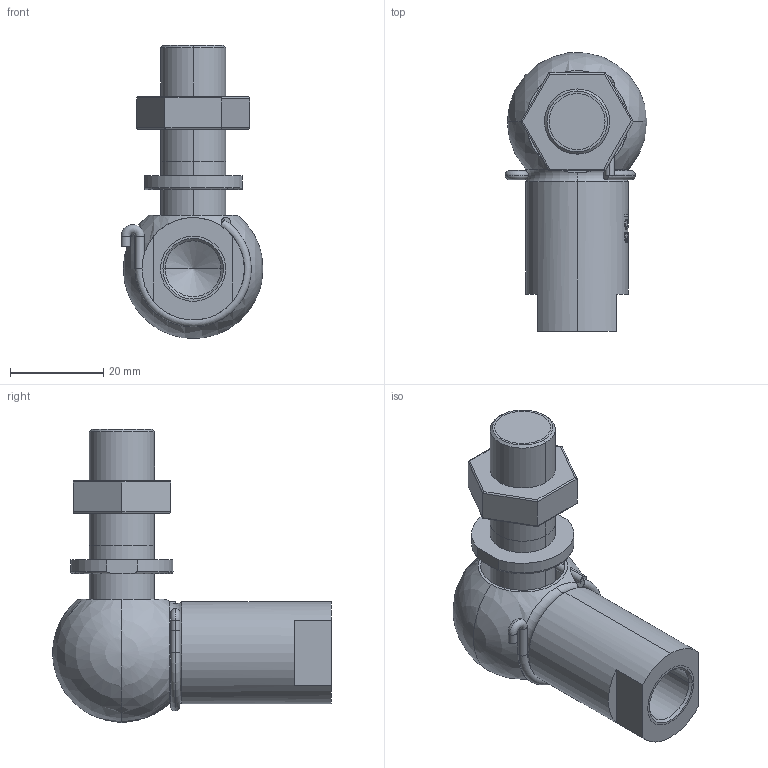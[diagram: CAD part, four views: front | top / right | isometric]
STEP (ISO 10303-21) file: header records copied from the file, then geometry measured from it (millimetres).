
FILE_DESCRIPTION((''),'2;1');
FILE_NAME('AS19_ASM','2016-11-15T',('giuseppe.caruso'),(''),'CREO PARAMETRIC BY PTC INC, 2014500','CREO PARAMETRIC BY PTC INC, 2014500','');
FILE_SCHEMA(('CONFIG_CONTROL_DESIGN'));
Length unit declared in the file: millimetre
Products named in the file (5): AS19_SHANK; AS19_CAP_AF0; DADO_CH19; AS19_SAFETY-RING; AS19_ASM
Assembly tree (4 placements, depth 2):
  AS19_ASM
    AS19_SHANK
    AS19_CAP_AF0
    DADO_CH19
    AS19_SAFETY-RING
Bounding box: 30.5 x 59.89 x 63 mm (x, y, z)
Volume: 29931.9 mm3; surface area: 14516.8 mm2
Topology: 4 solids, 6 shells, 326 faces, 893 edges, 580 vertices
Faces by surface type: plane 262, cylinder 44, torus 8, sphere 6, cone 6
Entity records: 10538 total; most frequent: CARTESIAN_POINT 2473, ORIENTED_EDGE 1750, DIRECTION 1474, EDGE_CURVE 879, VERTEX_POINT 580, VECTOR 574, LINE 574, AXIS2_PLACEMENT_3D 450
